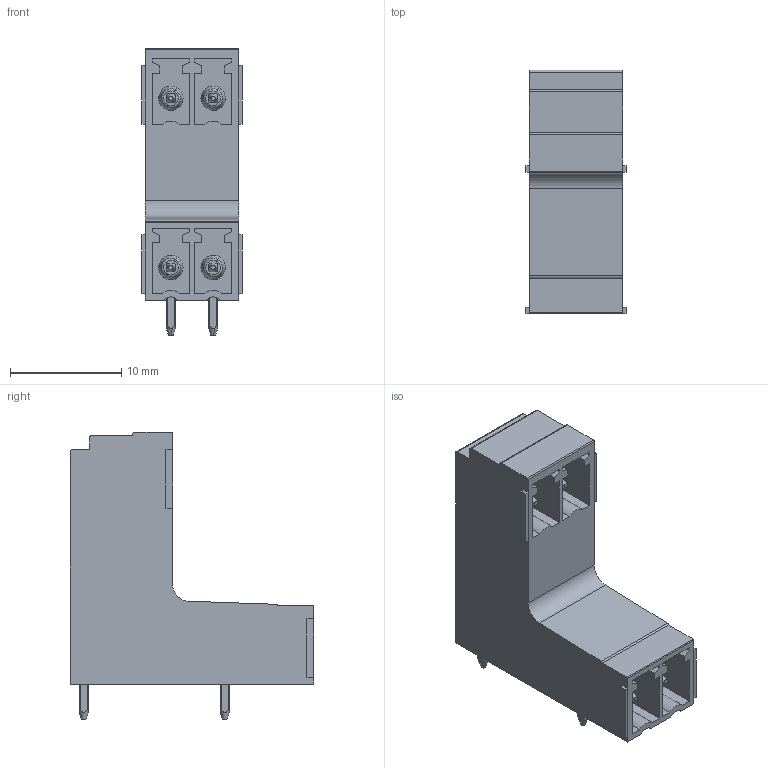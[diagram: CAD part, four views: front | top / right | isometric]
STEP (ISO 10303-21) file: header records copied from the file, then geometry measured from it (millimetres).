
FILE_DESCRIPTION(('CATIA V5 STEP Exchange','CAx-IF Rec.Pracs.--- Model Styling and Organization---1.2---2011-12-15'),'2;1');
FILE_NAME ('D1447259_0_1033490000_1033490000.stp','2018-10-13T11:26:14+00:00',('none'),('Weidmueller'),'CATIA Version 5-6 Release 2014','CATIA V5 STEP AP214','none');
FILE_SCHEMA(('AUTOMOTIVE_DESIGN { 1 0 10303 214 1 1 1 1 }'));
Length unit declared in the file: millimetre
Products named in the file (1): 1033490000
Bounding box: 9.01 x 21.9 x 25.9 mm (x, y, z)
Volume: 1808 mm3; surface area: 2473.3 mm2
Topology: 5 solids, 5 shells, 292 faces, 792 edges, 518 vertices
Faces by surface type: plane 187, cylinder 73, cone 24, torus 8
Entity records: 9238 total; most frequent: CARTESIAN_POINT 2461, ORIENTED_EDGE 1584, DIRECTION 1042, EDGE_CURVE 792, VECTOR 562, LINE 562, VERTEX_POINT 518, AXIS2_PLACEMENT_3D 317
